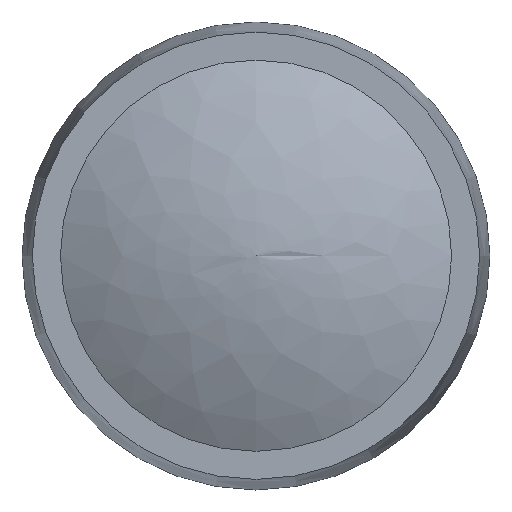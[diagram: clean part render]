
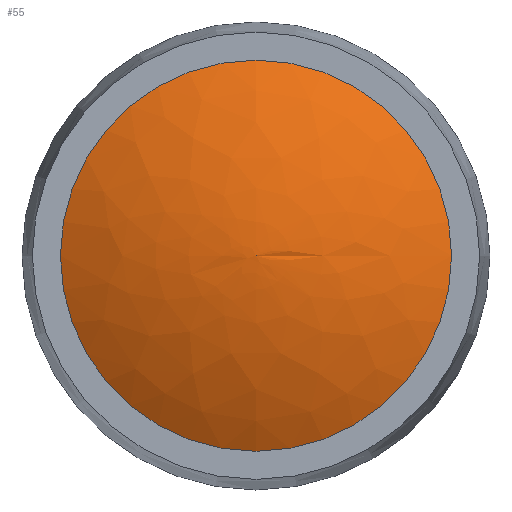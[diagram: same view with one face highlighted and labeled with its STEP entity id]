
A CAD part, top view. The second image highlights one B-rep face of the part: STEP entity #55.
In plain terms, the highlighted free-form (B-spline) face has degree [3, 3] with [4, 7] control points.
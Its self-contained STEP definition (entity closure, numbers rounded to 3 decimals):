
#55 = ADVANCED_FACE( '', ( #119, #120 ), #121, .T. );
#119 = FACE_BOUND( '', #194, .T. );
#120 = FACE_OUTER_BOUND( '', #195, .T. );
#121 = ( BOUNDED_SURFACE(  )B_SPLINE_SURFACE( 3, 3, ( ( #198, #199, #200, #201, #202, #203, #204 ), ( #205, #206, #207, #208, #209, #210, #211 ), ( #212, #213, #214, #215, #216, #217, #218 ), ( #219, #220, #221, #222, #223, #224, #225 ) ), .UNSPECIFIED., .F., .T., .F. )B_SPLINE_SURFACE_WITH_KNOTS( ( 4, 4 ), ( 4, 3, 4 ), ( 0., 6.283 ), ( 1.072, 1.301, 1.53 ), .UNSPECIFIED. )GEOMETRIC_REPRESENTATION_ITEM(  )RATIONAL_B_SPLINE_SURFACE( ( ( 1., 0.333, 0.333, 1., 0.333, 0.333, 1. ), ( 0.983, 0.328, 0.328, 0.983, 0.328, 0.328, 0.983 ), ( 0.983, 0.328, 0.328, 0.983, 0.328, 0.328, 0.983 ), ( 1., 0.333, 0.333, 1., 0.333, 0.333, 1. ) ) )REPRESENTATION_ITEM( '' )SURFACE(  ) );
#194 = VERTEX_LOOP( '', #311 );
#195 = EDGE_LOOP( '', ( #312 ) );
#198 = CARTESIAN_POINT( '', ( 0., 0.02, 19. ) );
#199 = CARTESIAN_POINT( '', ( 0., 0.02, 19. ) );
#200 = CARTESIAN_POINT( '', ( 0., 0.02, 19. ) );
#201 = CARTESIAN_POINT( '', ( 0., 0.02, 19. ) );
#202 = CARTESIAN_POINT( '', ( 0., 0.02, 19. ) );
#203 = CARTESIAN_POINT( '', ( 0., 0.02, 19. ) );
#204 = CARTESIAN_POINT( '', ( 0., 0.02, 19. ) );
#205 = CARTESIAN_POINT( '', ( 3.815, 0.02, 18.843 ) );
#206 = CARTESIAN_POINT( '', ( 3.815, 7.651, 18.843 ) );
#207 = CARTESIAN_POINT( '', ( -3.815, 7.651, 18.843 ) );
#208 = CARTESIAN_POINT( '', ( -3.815, 0.02, 18.843 ) );
#209 = CARTESIAN_POINT( '', ( -3.815, -7.611, 18.843 ) );
#210 = CARTESIAN_POINT( '', ( 3.815, -7.611, 18.843 ) );
#211 = CARTESIAN_POINT( '', ( 3.815, 0.02, 18.843 ) );
#212 = CARTESIAN_POINT( '', ( 7.496, 0.02, 17.825 ) );
#213 = CARTESIAN_POINT( '', ( 7.496, 15.011, 17.825 ) );
#214 = CARTESIAN_POINT( '', ( -7.496, 15.011, 17.825 ) );
#215 = CARTESIAN_POINT( '', ( -7.496, 0.02, 17.825 ) );
#216 = CARTESIAN_POINT( '', ( -7.496, -14.972, 17.825 ) );
#217 = CARTESIAN_POINT( '', ( 7.496, -14.972, 17.825 ) );
#218 = CARTESIAN_POINT( '', ( 7.496, 0.02, 17.825 ) );
#219 = CARTESIAN_POINT( '', ( 10.85, 0.02, 16. ) );
#220 = CARTESIAN_POINT( '', ( 10.85, 21.72, 16. ) );
#221 = CARTESIAN_POINT( '', ( -10.85, 21.72, 16. ) );
#222 = CARTESIAN_POINT( '', ( -10.85, 0.02, 16. ) );
#223 = CARTESIAN_POINT( '', ( -10.85, -21.68, 16. ) );
#224 = CARTESIAN_POINT( '', ( 10.85, -21.68, 16. ) );
#225 = CARTESIAN_POINT( '', ( 10.85, 0.02, 16. ) );
#311 = VERTEX_POINT( '', #385 );
#312 = ORIENTED_EDGE( '', *, *, #386, .T. );
#385 = CARTESIAN_POINT( '', ( 0., 0.02, 19. ) );
#386 = EDGE_CURVE( '', #429, #429, #430, .T. );
#429 = VERTEX_POINT( '', #478 );
#430 = CIRCLE( '', #479, 10.85 );
#478 = CARTESIAN_POINT( '', ( 10.85, 0.02, 16. ) );
#479 = AXIS2_PLACEMENT_3D( '', #529, #530, #531 );
#529 = CARTESIAN_POINT( '', ( 0., 0.02, 16. ) );
#530 = DIRECTION( '', ( 0., 0., 1. ) );
#531 = DIRECTION( '', ( 1., 0., 0. ) );
